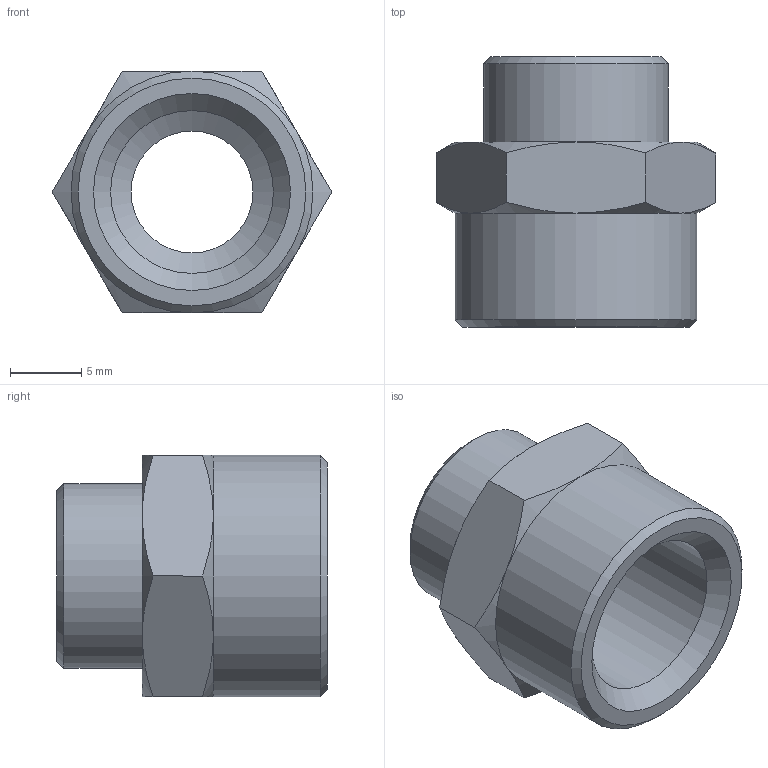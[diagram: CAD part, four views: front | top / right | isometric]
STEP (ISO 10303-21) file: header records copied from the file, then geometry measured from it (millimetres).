
FILE_DESCRIPTION (( 'STEP AP214' ), '1' );
FILE_NAME ('030100001AT00A.STEP', '2013-09-02T15:21:02', ( 'ST01' ), ( '' ), 'SwSTEP 2.0', 'SolidWorks 2012', '' );
FILE_SCHEMA (( 'AUTOMOTIVE_DESIGN' ));
Length unit declared in the file: millimetre
Products named in the file (1): 030100001AT00A
Bounding box: 19.63 x 19 x 17 mm (x, y, z)
Surface area: 1859.2 mm2 (no closed solid volume)
Topology: 0 solids, 3 shells, 32 faces, 69 edges, 42 vertices
Faces by surface type: cone 17, plane 11, cylinder 4
Full cylindrical faces by diameter (mm): 8.566 x1, 11.445 x1, 13 x1, 17 x1
Entity records: 936 total; most frequent: CARTESIAN_POINT 301, DIRECTION 118, ORIENTED_EDGE 110, EDGE_CURVE 57, AXIS2_PLACEMENT_3D 56, EDGE_LOOP 44, VERTEX_POINT 39, FACE_OUTER_BOUND 36
